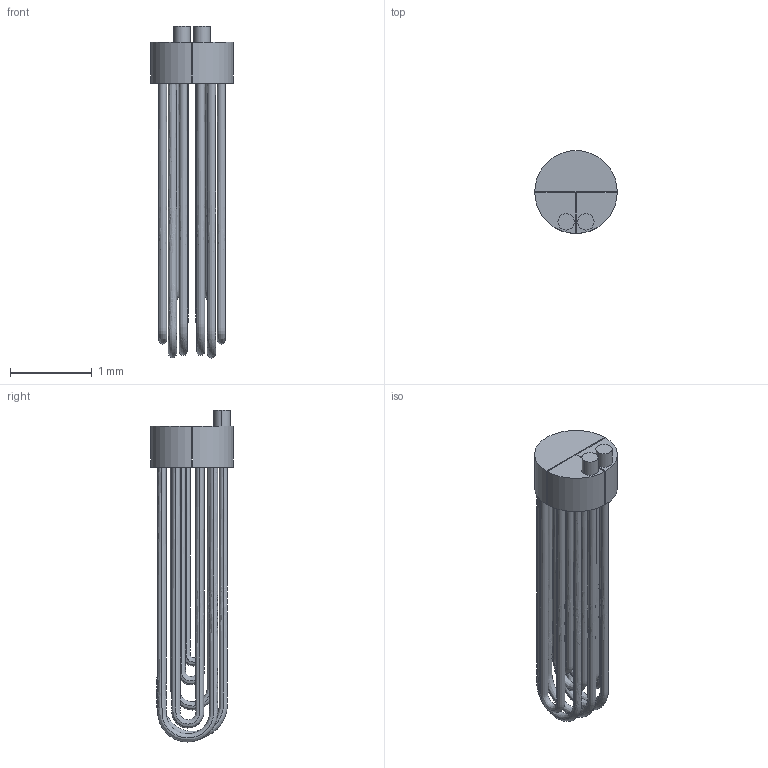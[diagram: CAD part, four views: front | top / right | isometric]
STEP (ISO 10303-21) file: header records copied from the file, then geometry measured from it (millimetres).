
FILE_DESCRIPTION (( 'STEP AP203' ), '1' );
FILE_NAME ('reverse_correct.STEP', '2024-04-22T20:09:26', ( '' ), ( '' ), 'SwSTEP 2.0', 'SolidWorks 2023', '' );
FILE_SCHEMA (( 'CONFIG_CONTROL_DESIGN' ));
Length unit declared in the file: centimetre
Products named in the file (1): reverse_correct
Bounding box: 1.01 x 1.01 x 4.07 mm (x, y, z)
Volume: 1 mm3; surface area: 27.9 mm2
Topology: 1 solids, 1 shells, 44 faces, 108 edges, 72 vertices
Faces by surface type: bspline 24, plane 13, cylinder 7
Entity records: 11979 total; most frequent: CARTESIAN_POINT 10903, ORIENTED_EDGE 216, DIRECTION 184, EDGE_CURVE 108, AXIS2_PLACEMENT_3D 81, VERTEX_POINT 72, EDGE_LOOP 70, CIRCLE 60
